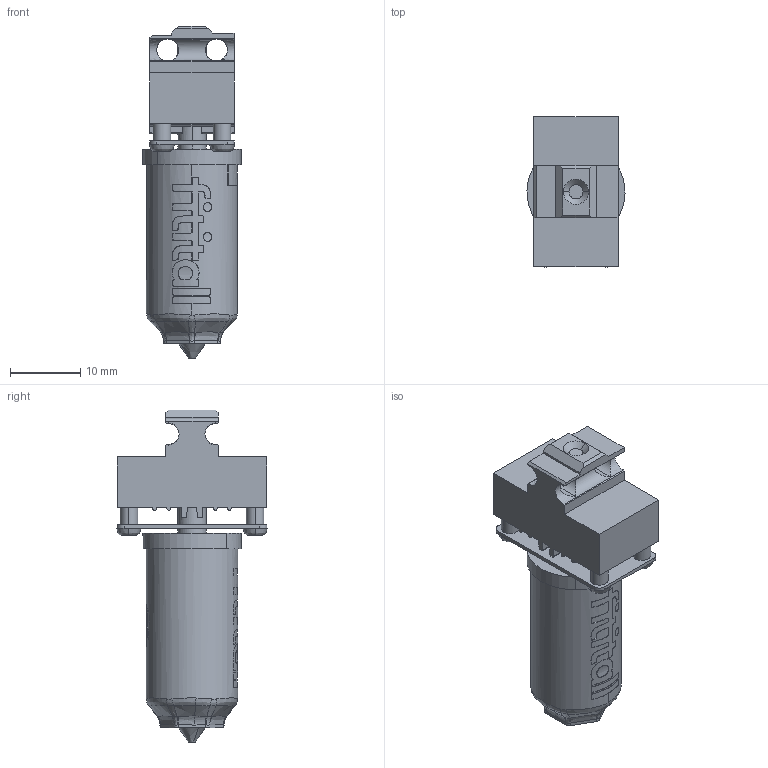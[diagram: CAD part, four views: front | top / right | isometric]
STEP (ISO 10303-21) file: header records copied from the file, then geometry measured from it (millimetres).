
FILE_DESCRIPTION(/* description */ (''),/* implementation_level */ '2;1');
FILE_NAME(/* name */ 'Model001',/* time_stamp */ '2023-12-13T10:33:23+08:00',/* author */ (''),/* organization */ (''),/* preprocessor_version */ 'ST-DEVELOPER v16.5',/* originating_system */ 'Rhino 7.34',/* authorisation */ '');
FILE_SCHEMA (('CONFIG_CONTROL_DESIGN'));
Length unit declared in the file: millimetre
Products named in the file (1): Document
Bounding box: 14 x 21.49 x 47.39 mm (x, y, z)
Volume: 5976.3 mm3; surface area: 3781.5 mm2
Topology: 1 solids, 1 shells, 339 faces, 903 edges, 582 vertices
Faces by surface type: plane 147, bspline 101, cylinder 91
Entity records: 34919 total; most frequent: CARTESIAN_POINT 29285, ORIENTED_EDGE 1806, EDGE_CURVE 903, VERTEX_POINT 582, B_SPLINE_CURVE_WITH_KNOTS 437, EDGE_LOOP 367, ADVANCED_FACE 339, FACE_OUTER_BOUND 339
